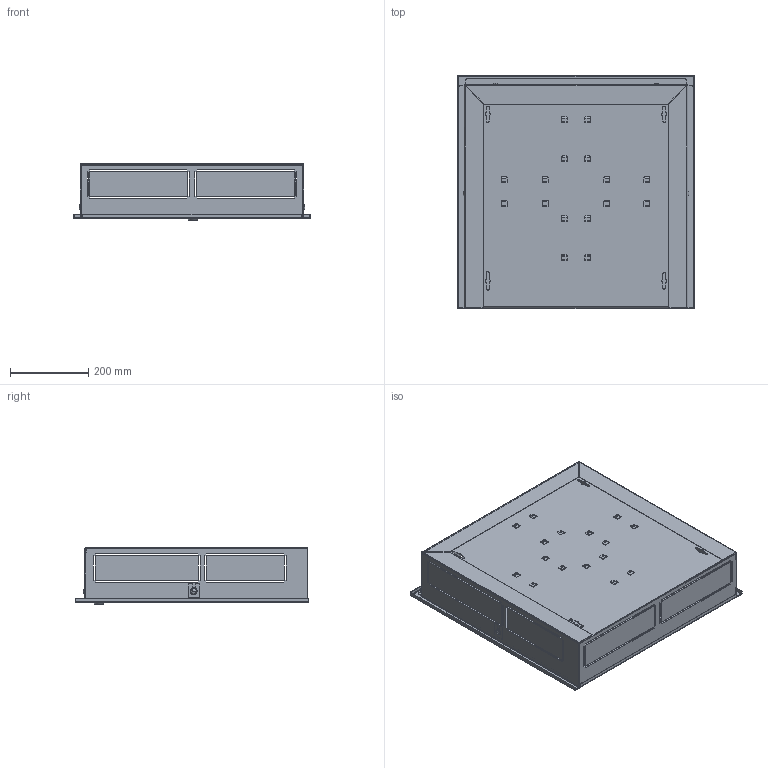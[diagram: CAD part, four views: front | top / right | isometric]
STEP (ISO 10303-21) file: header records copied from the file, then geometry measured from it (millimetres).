
FILE_DESCRIPTION (( 'STEP AP214' ), '1' );
FILE_NAME ('SER-EER Metering Unit_Set6(267B0005).STEP', '2022-08-01T05:44:27', ( '' ), ( '' ), 'SwSTEP 2.0', 'SolidWorks 2021', '' );
FILE_SCHEMA (( 'AUTOMOTIVE_DESIGN' ));
Length unit declared in the file: millimetre
Products named in the file (10): Kilit_Anahtar_01_Varsay考an; Cabin_SER_Tip1_B_Varsay考an; Cabin_SER_Tip1_D_Varsay考an; M6-Cabinet-Somun_01_Varsay考an; Cabin_SER_Tip1_A_Varsay考an; M6-Cabinet-Vida_01_Varsay考an; SER-EER Metering Unit_Set6(267B0005); M6-Cabinet-Pul_01_Varsay考an; Cabin_SER_Tip1_C_Varsay考an; Cabin_SER_Tip1_E_Varsay考an
Assembly tree (22 placements, depth 2):
  SER-EER Metering Unit_Set6(267B0005)
    Cabin_SER_Tip1_A_Varsay考an
    Cabin_SER_Tip1_B_Varsay考an
    Cabin_SER_Tip1_C_Varsay考an
    Cabin_SER_Tip1_D_Varsay考an
    M6-Cabinet-Vida_01_Varsay考an  x5
    M6-Cabinet-Pul_01_Varsay考an  x4
    M6-Cabinet-Somun_01_Varsay考an  x4
    Kilit_Anahtar_01_Varsay考an
    Cabin_SER_Tip1_E_Varsay考an  x4
Bounding box: 603.9 x 596 x 144 mm (x, y, z)
Volume: 1325858.1 mm3; surface area: 2372601.4 mm2
Topology: 25 solids, 25 shells, 1836 faces, 4798 edges, 3008 vertices
Faces by surface type: plane 1010, cylinder 630, bspline 92, cone 62, torus 42
Entity records: 53437 total; most frequent: CARTESIAN_POINT 18784, ORIENTED_EDGE 6836, DIRECTION 6546, EDGE_CURVE 3418, LINE 2326, VECTOR 2326, VERTEX_POINT 2111, AXIS2_PLACEMENT_3D 2110
